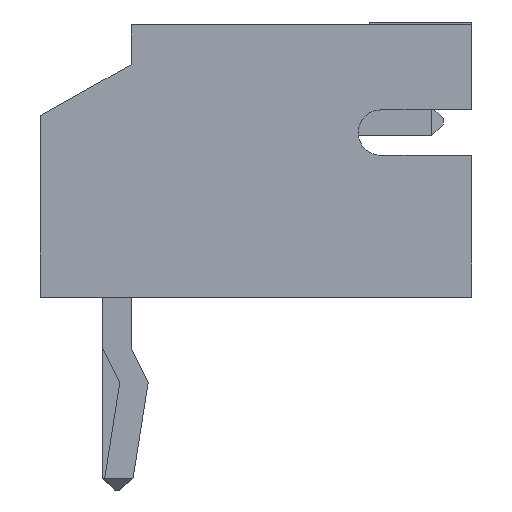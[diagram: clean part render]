
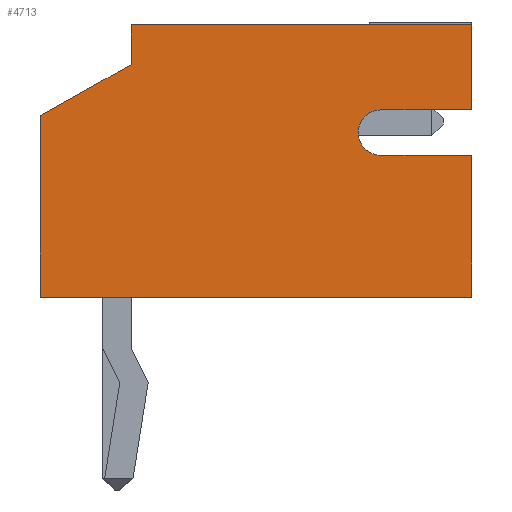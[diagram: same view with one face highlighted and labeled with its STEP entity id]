
A CAD part, left-side view. The second image highlights one B-rep face of the part: STEP entity #4713.
In plain terms, the highlighted planar face has unit normal (-1, 0, 0).
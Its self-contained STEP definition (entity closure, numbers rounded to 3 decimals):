
#2930 = VERTEX_POINT('',#2931);
#2931 = CARTESIAN_POINT('',(-1.95,-6.25,4.8));
#2937 = EDGE_CURVE('',#2930,#2938,#2940,.T.);
#2938 = VERTEX_POINT('',#2939);
#2939 = CARTESIAN_POINT('',(-1.95,-6.25,3.3));
#2940 = LINE('',#2941,#2942);
#2941 = CARTESIAN_POINT('',(-1.95,-6.25,4.8));
#2942 = VECTOR('',#2943,1.);
#2943 = DIRECTION('',(0.,0.,-1.));
#4666 = EDGE_CURVE('',#4667,#2930,#4669,.T.);
#4667 = VERTEX_POINT('',#4668);
#4668 = CARTESIAN_POINT('',(-1.95,-0.25,4.8));
#4669 = LINE('',#4670,#4671);
#4670 = CARTESIAN_POINT('',(-1.95,-0.25,4.8));
#4671 = VECTOR('',#4672,1.);
#4672 = DIRECTION('',(0.,-1.,0.));
#4713 = ADVANCED_FACE('',(#4714),#4789,.T.);
#4714 = FACE_BOUND('',#4715,.T.);
#4715 = EDGE_LOOP('',(#4716,#4724,#4732,#4740,#4748,#4756,#4764,#4772,
#4781,#4787,#4788));
#4716 = ORIENTED_EDGE('',*,*,#4717,.T.);
#4717 = EDGE_CURVE('',#4667,#4718,#4720,.T.);
#4718 = VERTEX_POINT('',#4719);
#4719 = CARTESIAN_POINT('',(-1.95,-0.25,4.1));
#4720 = LINE('',#4721,#4722);
#4721 = CARTESIAN_POINT('',(-1.95,-0.25,4.8));
#4722 = VECTOR('',#4723,1.);
#4723 = DIRECTION('',(0.,0.,-1.));
#4724 = ORIENTED_EDGE('',*,*,#4725,.T.);
#4725 = EDGE_CURVE('',#4718,#4726,#4728,.T.);
#4726 = VERTEX_POINT('',#4727);
#4727 = CARTESIAN_POINT('',(-1.95,1.35,3.2));
#4728 = LINE('',#4729,#4730);
#4729 = CARTESIAN_POINT('',(-1.95,-0.25,4.1));
#4730 = VECTOR('',#4731,1.);
#4731 = DIRECTION('',(0.,0.872,-0.49
));
#4732 = ORIENTED_EDGE('',*,*,#4733,.T.);
#4733 = EDGE_CURVE('',#4726,#4734,#4736,.T.);
#4734 = VERTEX_POINT('',#4735);
#4735 = CARTESIAN_POINT('',(-1.95,1.35,0.));
#4736 = LINE('',#4737,#4738);
#4737 = CARTESIAN_POINT('',(-1.95,1.35,3.2));
#4738 = VECTOR('',#4739,1.);
#4739 = DIRECTION('',(0.,0.,-1.));
#4740 = ORIENTED_EDGE('',*,*,#4741,.T.);
#4741 = EDGE_CURVE('',#4734,#4742,#4744,.T.);
#4742 = VERTEX_POINT('',#4743);
#4743 = CARTESIAN_POINT('',(-1.95,-6.25,0.));
#4744 = LINE('',#4745,#4746);
#4745 = CARTESIAN_POINT('',(-1.95,1.35,0.));
#4746 = VECTOR('',#4747,1.);
#4747 = DIRECTION('',(0.,-1.,0.));
#4748 = ORIENTED_EDGE('',*,*,#4749,.T.);
#4749 = EDGE_CURVE('',#4742,#4750,#4752,.T.);
#4750 = VERTEX_POINT('',#4751);
#4751 = CARTESIAN_POINT('',(-1.95,-6.25,0.3));
#4752 = LINE('',#4753,#4754);
#4753 = CARTESIAN_POINT('',(-1.95,-6.25,0.));
#4754 = VECTOR('',#4755,1.);
#4755 = DIRECTION('',(0.,0.,1.));
#4756 = ORIENTED_EDGE('',*,*,#4757,.F.);
#4757 = EDGE_CURVE('',#4758,#4750,#4760,.T.);
#4758 = VERTEX_POINT('',#4759);
#4759 = CARTESIAN_POINT('',(-1.95,-6.25,2.5));
#4760 = LINE('',#4761,#4762);
#4761 = CARTESIAN_POINT('',(-1.95,-6.25,4.8));
#4762 = VECTOR('',#4763,1.);
#4763 = DIRECTION('',(0.,0.,-1.));
#4764 = ORIENTED_EDGE('',*,*,#4765,.F.);
#4765 = EDGE_CURVE('',#4766,#4758,#4768,.T.);
#4766 = VERTEX_POINT('',#4767);
#4767 = CARTESIAN_POINT('',(-1.95,-4.65,2.5));
#4768 = LINE('',#4769,#4770);
#4769 = CARTESIAN_POINT('',(-1.95,-2.45,2.5));
#4770 = VECTOR('',#4771,1.);
#4771 = DIRECTION('',(0.,-1.,0.));
#4772 = ORIENTED_EDGE('',*,*,#4773,.T.);
#4773 = EDGE_CURVE('',#4766,#4774,#4776,.T.);
#4774 = VERTEX_POINT('',#4775);
#4775 = CARTESIAN_POINT('',(-1.95,-4.65,3.3));
#4776 = CIRCLE('',#4777,0.4);
#4777 = AXIS2_PLACEMENT_3D('',#4778,#4779,#4780);
#4778 = CARTESIAN_POINT('',(-1.95,-4.65,2.9));
#4779 = DIRECTION('',(1.,0.,0.));
#4780 = DIRECTION('',(0.,0.,1.));
#4781 = ORIENTED_EDGE('',*,*,#4782,.F.);
#4782 = EDGE_CURVE('',#2938,#4774,#4783,.T.);
#4783 = LINE('',#4784,#4785);
#4784 = CARTESIAN_POINT('',(-1.95,-3.25,3.3));
#4785 = VECTOR('',#4786,1.);
#4786 = DIRECTION('',(0.,1.,0.));
#4787 = ORIENTED_EDGE('',*,*,#2937,.F.);
#4788 = ORIENTED_EDGE('',*,*,#4666,.F.);
#4789 = PLANE('',#4790);
#4790 = AXIS2_PLACEMENT_3D('',#4791,#4792,#4793);
#4791 = CARTESIAN_POINT('',(-1.95,-0.25,4.8));
#4792 = DIRECTION('',(-1.,0.,0.));
#4793 = DIRECTION('',(0.,0.,1.));
